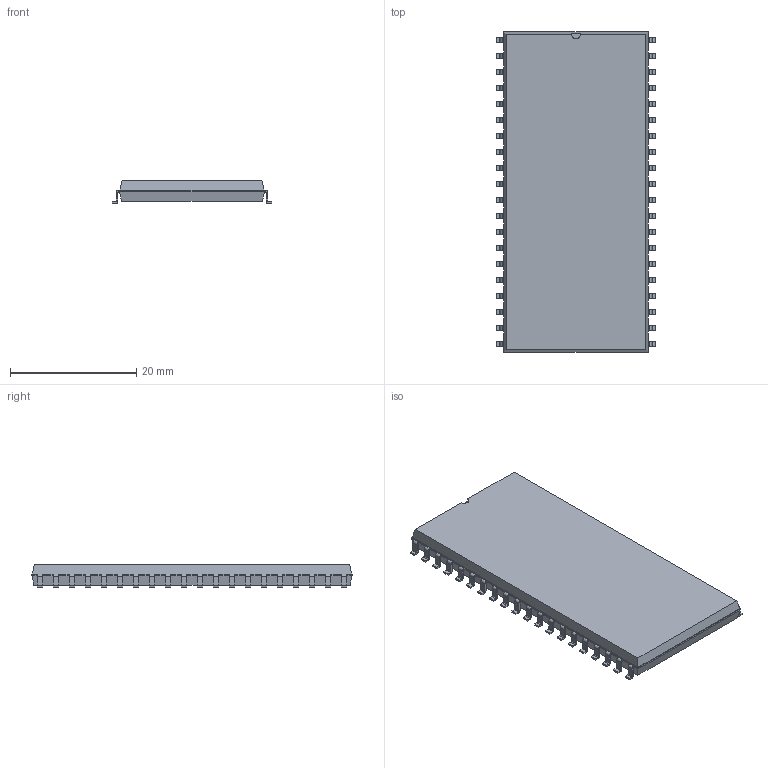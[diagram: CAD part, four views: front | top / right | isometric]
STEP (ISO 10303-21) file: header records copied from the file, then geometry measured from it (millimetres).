
FILE_DESCRIPTION(/* description */ ('model of SMDIP-40_W25.24mm'),/* implementation_level */ '2;1');
FILE_NAME(/* name */ 'SMDIP-40_W25.24mm.step',/* time_stamp */ '2017-09-26T19:22:23',/* author */ ('kicad StepUp','ksu'),/* organization */ ('FreeCAD'),/* preprocessor_version */ 'OCC',/* originating_system */ 'kicad StepUp',/* authorisation */ '');
FILE_SCHEMA(('AUTOMOTIVE_DESIGN { 1 0 10303 214 1 1 1 1 }'));
Length unit declared in the file: millimetre
Products named in the file (1): SMDIP_40_W2524mm
Bounding box: 25.32 x 50.8 x 3.68 mm (x, y, z)
Volume: 3792.7 mm3; surface area: 3000.8 mm2
Topology: 1 solids, 1 shells, 660 faces, 1724 edges, 1066 vertices
Faces by surface type: plane 407, cylinder 161, bspline 92
Entity records: 13000 total; most frequent: ORIENTED_EDGE 2868, CARTESIAN_POINT 1969, EDGE_CURVE 1724, VERTEX_POINT 1066, LINE 1060, AXIS2_PLACEMENT_3D 687, ADVANCED_FACE 660, FACE_BOUND 660
